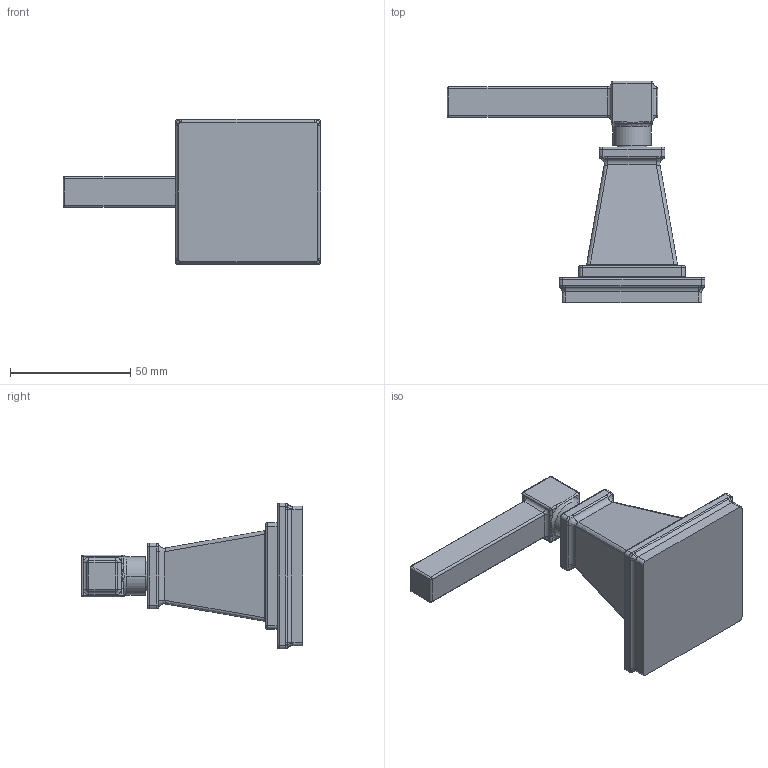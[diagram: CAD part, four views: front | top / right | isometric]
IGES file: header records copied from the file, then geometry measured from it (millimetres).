
Start section:  PTC IGES file: 12556.igs
Global section: file name: 12556.igs; native system: Creo Parametric by PTC Inc.; preprocessor: 2018400; author: jinson.thomas; organization: Unknown; date: 20210104.141156; units: inch
Bounding box: 107.35 x 92.16 x 60.71 mm (x, y, z)
Volume: 109641.2 mm3; surface area: 25335.8 mm2
Topology: 1 solids, 2 shells, 238 faces, 541 edges, 313 vertices
Faces by surface type: revolution 134, bspline 104
